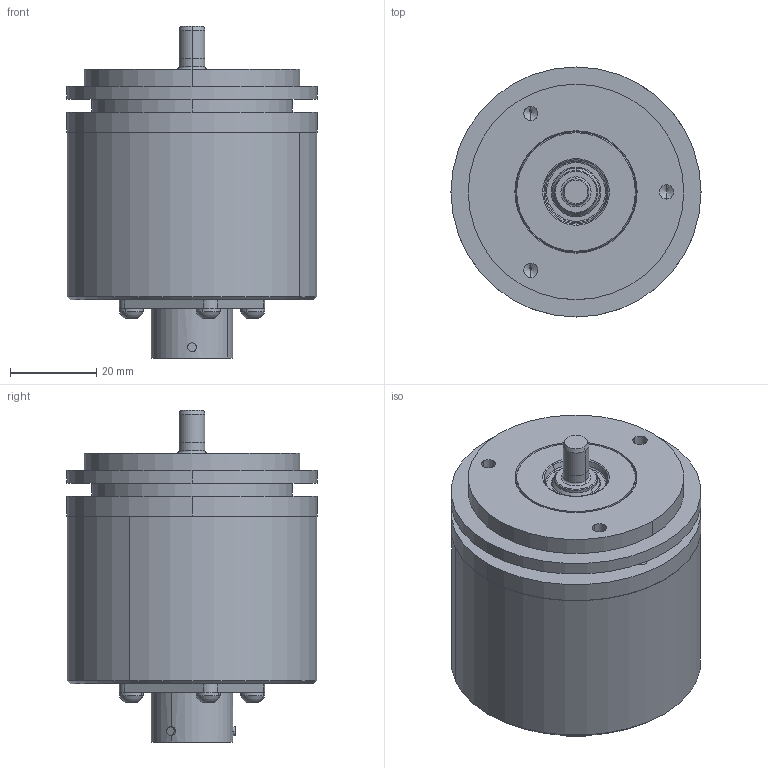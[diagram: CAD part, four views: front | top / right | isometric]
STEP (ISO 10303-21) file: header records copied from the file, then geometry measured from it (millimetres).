
FILE_DESCRIPTION((''),'2;1');
FILE_NAME('517963','2010-11-10T',('se2802'),(''),'PRO/ENGINEER BY PARAMETRIC TECHNOLOGY CORPORATION, 2010180','PRO/ENGINEER BY PARAMETRIC TECHNOLOGY CORPORATION, 2010180','');
FILE_SCHEMA(('CONFIG_CONTROL_DESIGN'));
Length unit declared in the file: millimetre
Products named in the file (1): 517963
Bounding box: 58 x 58 x 77 mm (x, y, z)
Volume: 136730.1 mm3; surface area: 20860.5 mm2
Topology: 1 solids, 3 shells, 936 faces, 2501 edges, 1647 vertices
Faces by surface type: extrusion 324, plane 303, cylinder 245, cone 26, torus 24, sphere 14
Entity records: 33712 total; most frequent: CARTESIAN_POINT 11279, ORIENTED_EDGE 4990, DIRECTION 3905, EDGE_CURVE 2495, VERTEX_POINT 1647, VECTOR 1317, AXIS2_PLACEMENT_3D 1294, B_SPLINE_CURVE_WITH_KNOTS 1144
